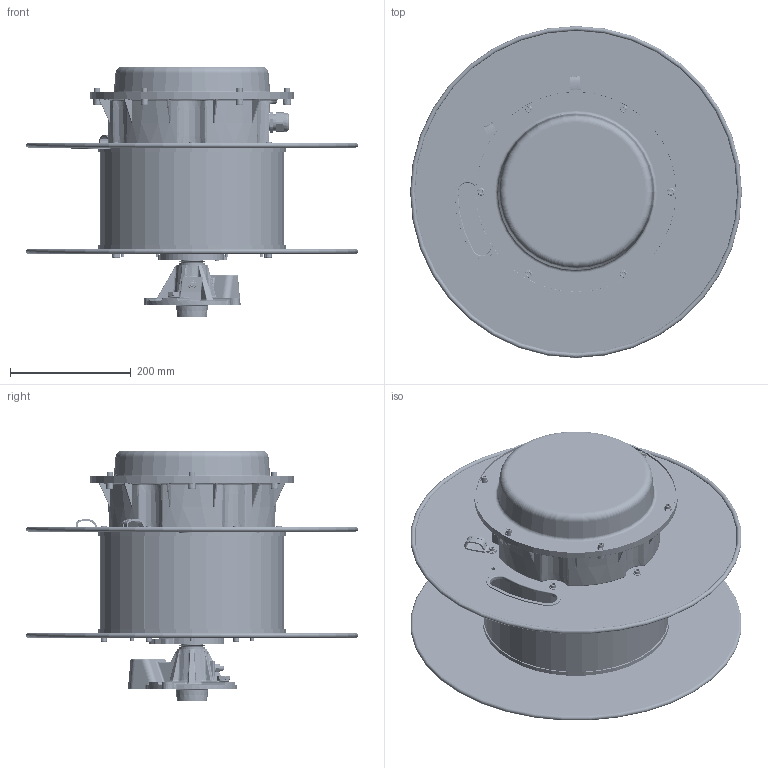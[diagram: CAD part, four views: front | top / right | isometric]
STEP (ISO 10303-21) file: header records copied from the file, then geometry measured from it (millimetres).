
FILE_DESCRIPTION (( 'STEP AP214' ), '1' );
FILE_NAME ('1732.STEP', '2026-02-27T08:04:45', ( '' ), ( '' ), 'SwSTEP 2.0', 'SolidWorks 2025', '' );
FILE_SCHEMA (( 'AUTOMOTIVE_DESIGN' ));
Length unit declared in the file: millimetre
Products named in the file (1): 1732
Bounding box: 550 x 550 x 416 mm (x, y, z)
Volume: 3278425.6 mm3; surface area: 2363805.1 mm2
Topology: 80 solids, 80 shells, 4861 faces, 11831 edges, 7077 vertices
Faces by surface type: plane 1297, bspline 1234, cylinder 1171, torus 643, cone 364, sphere 152
Full cylindrical faces by diameter (mm): 3.5 x7, 4.8 x1, 5 x12, 5.5 x23, 5.866 x5, 6 x22, 6.5 x38, 6.8 x1, 7 x1, 8 x3, 8.2 x5, 10 x17, 12 x12, 12.5 x19, 14 x6, 15 x1, 17 x8, 18 x3, 27 x1, 27.5 x1, 28 x1, 29 x1, 30.5 x1, 31 x1, 33 x1, 34.9 x2, 35 x4, 37 x1, 41 x2, 43 x1
Entity records: 248597 total; most frequent: CARTESIAN_POINT 147138, ORIENTED_EDGE 21756, DIRECTION 18722, EDGE_CURVE 10878, AXIS2_PLACEMENT_3D 7574, VERTEX_POINT 6930, EDGE_LOOP 5892, FACE_OUTER_BOUND 5259
